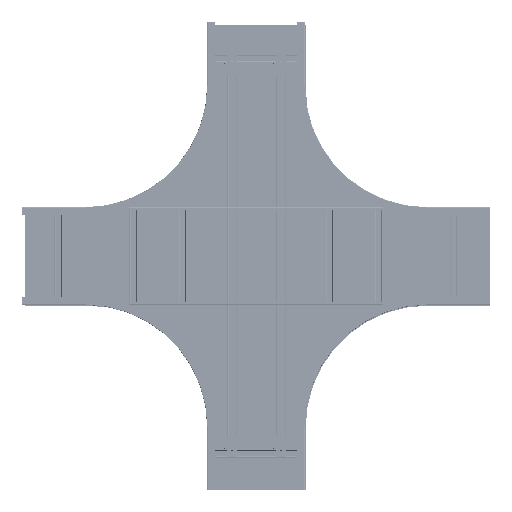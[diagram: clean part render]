
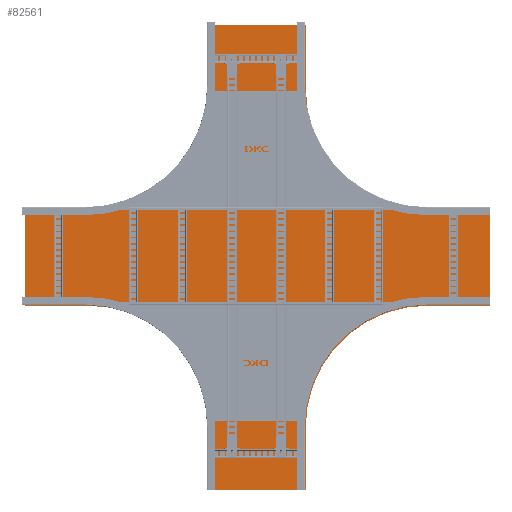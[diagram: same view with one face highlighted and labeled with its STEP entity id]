
A CAD part, front view. The second image highlights one B-rep face of the part: STEP entity #82561.
In plain terms, the highlighted planar face has unit normal (0, -1, 0).
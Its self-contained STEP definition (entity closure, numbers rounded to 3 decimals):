
#3636 = LINE ( 'NONE', #86238, #115192 ) ;
#5057 = LINE ( 'NONE', #107637, #120090 ) ;
#6508 = ORIENTED_EDGE ( 'NONE', *, *, #134440, .F. ) ;
#6574 = AXIS2_PLACEMENT_3D ( 'NONE', #60522, #60361, #60224 ) ;
#7402 = VERTEX_POINT ( 'NONE', #56000 ) ;
#8163 = DIRECTION ( 'NONE',  ( 0., 0., 1. ) ) ;
#10082 = CARTESIAN_POINT ( 'NONE',  ( -950., -1., 1146.5 ) ) ;
#10108 = DIRECTION ( 'NONE',  ( 0., 0., 1. ) ) ;
#10635 = CIRCLE ( 'NONE', #89974, 496.3 ) ;
#10920 = CARTESIAN_POINT ( 'NONE',  ( 950., -1., 753.5 ) ) ;
#13617 = EDGE_LOOP ( 'NONE', ( #61004, #6508, #130570, #144061, #32894, #98280, #118012, #23001, #85465, #44849, #48107, #16626, #37791, #54054, #27985, #59890 ) ) ;
#14256 = EDGE_CURVE ( 'NONE', #79125, #46127, #18744, .T. ) ;
#14784 = VECTOR ( 'NONE', #116368, 1000. ) ;
#15710 = EDGE_CURVE ( 'NONE', #46127, #64404, #46293, .T. ) ;
#16626 = ORIENTED_EDGE ( 'NONE', *, *, #53946, .F. ) ;
#18283 = FACE_OUTER_BOUND ( 'NONE', #13617, .T. ) ;
#18744 = LINE ( 'NONE', #57872, #130153 ) ;
#19179 = CARTESIAN_POINT ( 'NONE',  ( 196.5, -1., 1642.8 ) ) ;
#19637 = LINE ( 'NONE', #119486, #71930 ) ;
#21999 = CARTESIAN_POINT ( 'NONE',  ( -950., -1., 1146.5 ) ) ;
#22018 = DIRECTION ( 'NONE',  ( 1., 0., 0. ) ) ;
#23001 = ORIENTED_EDGE ( 'NONE', *, *, #36032, .F. ) ;
#27113 = CARTESIAN_POINT ( 'NONE',  ( 196.5, -1., 0. ) ) ;
#27985 = ORIENTED_EDGE ( 'NONE', *, *, #102518, .F. ) ;
#29641 = VERTEX_POINT ( 'NONE', #93892 ) ;
#30098 = PLANE ( 'NONE',  #79361 ) ;
#30369 = DIRECTION ( 'NONE',  ( 0., 0., -1. ) ) ;
#31662 = CIRCLE ( 'NONE', #6574, 496.3 ) ;
#31865 = CARTESIAN_POINT ( 'NONE',  ( -950., -1., 1146.5 ) ) ;
#32894 = ORIENTED_EDGE ( 'NONE', *, *, #120593, .F. ) ;
#33066 = DIRECTION ( 'NONE',  ( 0., -1., 0. ) ) ;
#33430 = EDGE_CURVE ( 'NONE', #73562, #56459, #83919, .T. ) ;
#34877 = CARTESIAN_POINT ( 'NONE',  ( -692.8, -1., 257.2 ) ) ;
#36032 = EDGE_CURVE ( 'NONE', #143985, #63210, #55436, .T. ) ;
#37791 = ORIENTED_EDGE ( 'NONE', *, *, #96754, .F. ) ;
#42400 = DIRECTION ( 'NONE',  ( 1., 0., 0. ) ) ;
#43293 = VERTEX_POINT ( 'NONE', #90997 ) ;
#44849 = ORIENTED_EDGE ( 'NONE', *, *, #55679, .F. ) ;
#46067 = DIRECTION ( 'NONE',  ( 0., 0., 1. ) ) ;
#46127 = VERTEX_POINT ( 'NONE', #27113 ) ;
#46293 = LINE ( 'NONE', #129779, #68917 ) ;
#46778 = CARTESIAN_POINT ( 'NONE',  ( -196.5, -1., 1900. ) ) ;
#48107 = ORIENTED_EDGE ( 'NONE', *, *, #33430, .F. ) ;
#49806 = CARTESIAN_POINT ( 'NONE',  ( 950., -1., 1146.5 ) ) ;
#49889 = EDGE_CURVE ( 'NONE', #140452, #94119, #19637, .T. ) ;
#52204 = DIRECTION ( 'NONE',  ( 0., 0., 1. ) ) ;
#52545 = DIRECTION ( 'NONE',  ( 0., 0., 1. ) ) ;
#52711 = DIRECTION ( 'NONE',  ( -1., 0., 0. ) ) ;
#53946 = EDGE_CURVE ( 'NONE', #117757, #73562, #115385, .T. ) ;
#54054 = ORIENTED_EDGE ( 'NONE', *, *, #74618, .F. ) ;
#54111 = CARTESIAN_POINT ( 'NONE',  ( 196.5, -1., 1642.8 ) ) ;
#54232 = CIRCLE ( 'NONE', #102356, 496.3 ) ;
#55436 = LINE ( 'NONE', #111872, #85053 ) ;
#55679 = EDGE_CURVE ( 'NONE', #56459, #43293, #31662, .T. ) ;
#56000 = CARTESIAN_POINT ( 'NONE',  ( 692.8, -1., 1146.5 ) ) ;
#56204 = CARTESIAN_POINT ( 'NONE',  ( 692.8, -1., 1642.8 ) ) ;
#56284 = VECTOR ( 'NONE', #10108, 1000. ) ;
#56459 = VERTEX_POINT ( 'NONE', #85401 ) ;
#57746 = DIRECTION ( 'NONE',  ( 0., 0., -1. ) ) ;
#57872 = CARTESIAN_POINT ( 'NONE',  ( 196.5, -1., 257.2 ) ) ;
#59387 = VECTOR ( 'NONE', #8163, 1000. ) ;
#59890 = ORIENTED_EDGE ( 'NONE', *, *, #15710, .F. ) ;
#60224 = DIRECTION ( 'NONE',  ( 0., 0., -1. ) ) ;
#60361 = DIRECTION ( 'NONE',  ( 0., -1., 0. ) ) ;
#60522 = CARTESIAN_POINT ( 'NONE',  ( -692.8, -1., 1642.8 ) ) ;
#61004 = ORIENTED_EDGE ( 'NONE', *, *, #14256, .F. ) ;
#63210 = VERTEX_POINT ( 'NONE', #80375 ) ;
#64404 = VERTEX_POINT ( 'NONE', #90375 ) ;
#67309 = DIRECTION ( 'NONE',  ( 0., 0., 1. ) ) ;
#68917 = VECTOR ( 'NONE', #129283, 1000. ) ;
#71930 = VECTOR ( 'NONE', #114869, 1000. ) ;
#73562 = VERTEX_POINT ( 'NONE', #31865 ) ;
#74618 = EDGE_CURVE ( 'NONE', #29641, #117637, #96285, .T. ) ;
#77822 = EDGE_CURVE ( 'NONE', #78785, #140452, #133181, .T. ) ;
#78785 = VERTEX_POINT ( 'NONE', #102522 ) ;
#79125 = VERTEX_POINT ( 'NONE', #140743 ) ;
#79361 = AXIS2_PLACEMENT_3D ( 'NONE', #107961, #119113, #52545 ) ;
#80375 = CARTESIAN_POINT ( 'NONE',  ( 196.5, -1., 1900. ) ) ;
#81084 = CARTESIAN_POINT ( 'NONE',  ( -950., -1., 753.5 ) ) ;
#82561 = ADVANCED_FACE ( 'NONE', ( #18283 ), #30098, .F. ) ;
#83919 = LINE ( 'NONE', #21999, #136010 ) ;
#85053 = VECTOR ( 'NONE', #99611, 1000. ) ;
#85401 = CARTESIAN_POINT ( 'NONE',  ( -692.8, -1., 1146.5 ) ) ;
#85465 = ORIENTED_EDGE ( 'NONE', *, *, #109736, .F. ) ;
#85904 = VECTOR ( 'NONE', #30369, 1000. ) ;
#86238 = CARTESIAN_POINT ( 'NONE',  ( 950., -1., 1146.5 ) ) ;
#87491 = CARTESIAN_POINT ( 'NONE',  ( -692.8, -1., 753.5 ) ) ;
#88985 = LINE ( 'NONE', #141588, #59387 ) ;
#89974 = AXIS2_PLACEMENT_3D ( 'NONE', #99765, #33066, #110901 ) ;
#90375 = CARTESIAN_POINT ( 'NONE',  ( -196.5, -1., 0. ) ) ;
#90997 = CARTESIAN_POINT ( 'NONE',  ( -196.5, -1., 1642.8 ) ) ;
#91054 = EDGE_CURVE ( 'NONE', #129592, #7402, #54232, .T. ) ;
#91564 = VECTOR ( 'NONE', #52711, 1000. ) ;
#93892 = CARTESIAN_POINT ( 'NONE',  ( -196.5, -1., 257.2 ) ) ;
#94119 = VERTEX_POINT ( 'NONE', #128920 ) ;
#96285 = CIRCLE ( 'NONE', #96380, 496.3 ) ;
#96380 = AXIS2_PLACEMENT_3D ( 'NONE', #34877, #112665, #46067 ) ;
#96754 = EDGE_CURVE ( 'NONE', #117637, #117757, #121055, .T. ) ;
#98280 = ORIENTED_EDGE ( 'NONE', *, *, #91054, .F. ) ;
#99611 = DIRECTION ( 'NONE',  ( 1., 0., 0. ) ) ;
#99765 = CARTESIAN_POINT ( 'NONE',  ( 692.8, -1., 257.2 ) ) ;
#102356 = AXIS2_PLACEMENT_3D ( 'NONE', #56204, #133923, #67309 ) ;
#102518 = EDGE_CURVE ( 'NONE', #64404, #29641, #5057, .T. ) ;
#102522 = CARTESIAN_POINT ( 'NONE',  ( 950., -1., 1146.5 ) ) ;
#107637 = CARTESIAN_POINT ( 'NONE',  ( -196.5, -1., 257.2 ) ) ;
#107961 = CARTESIAN_POINT ( 'NONE',  ( -692.8, -1., 257.2 ) ) ;
#109736 = EDGE_CURVE ( 'NONE', #43293, #143985, #88985, .T. ) ;
#110901 = DIRECTION ( 'NONE',  ( 0., 0., -1. ) ) ;
#111872 = CARTESIAN_POINT ( 'NONE',  ( -196.5, -1., 1900. ) ) ;
#112665 = DIRECTION ( 'NONE',  ( 0., -1., 0. ) ) ;
#114869 = DIRECTION ( 'NONE',  ( -1., 0., 0. ) ) ;
#115192 = VECTOR ( 'NONE', #42400, 1000. ) ;
#115385 = LINE ( 'NONE', #10082, #56284 ) ;
#116368 = DIRECTION ( 'NONE',  ( 0., 0., -1. ) ) ;
#117637 = VERTEX_POINT ( 'NONE', #87491 ) ;
#117757 = VERTEX_POINT ( 'NONE', #81084 ) ;
#118012 = ORIENTED_EDGE ( 'NONE', *, *, #133775, .F. ) ;
#118907 = LINE ( 'NONE', #19179, #85904 ) ;
#119113 = DIRECTION ( 'NONE',  ( 0., 1., 0. ) ) ;
#119486 = CARTESIAN_POINT ( 'NONE',  ( 950., -1., 753.5 ) ) ;
#120090 = VECTOR ( 'NONE', #52204, 1000. ) ;
#120593 = EDGE_CURVE ( 'NONE', #7402, #78785, #3636, .T. ) ;
#121055 = LINE ( 'NONE', #130464, #91564 ) ;
#128920 = CARTESIAN_POINT ( 'NONE',  ( 692.8, -1., 753.5 ) ) ;
#129283 = DIRECTION ( 'NONE',  ( -1., 0., 0. ) ) ;
#129592 = VERTEX_POINT ( 'NONE', #54111 ) ;
#129779 = CARTESIAN_POINT ( 'NONE',  ( -196.5, -1., 0. ) ) ;
#130153 = VECTOR ( 'NONE', #57746, 1000. ) ;
#130464 = CARTESIAN_POINT ( 'NONE',  ( -950., -1., 753.5 ) ) ;
#130570 = ORIENTED_EDGE ( 'NONE', *, *, #49889, .F. ) ;
#133181 = LINE ( 'NONE', #49806, #14784 ) ;
#133775 = EDGE_CURVE ( 'NONE', #63210, #129592, #118907, .T. ) ;
#133923 = DIRECTION ( 'NONE',  ( 0., -1., 0. ) ) ;
#134440 = EDGE_CURVE ( 'NONE', #94119, #79125, #10635, .T. ) ;
#136010 = VECTOR ( 'NONE', #22018, 1000. ) ;
#140452 = VERTEX_POINT ( 'NONE', #10920 ) ;
#140743 = CARTESIAN_POINT ( 'NONE',  ( 196.5, -1., 257.2 ) ) ;
#141588 = CARTESIAN_POINT ( 'NONE',  ( -196.5, -1., 1642.8 ) ) ;
#143985 = VERTEX_POINT ( 'NONE', #46778 ) ;
#144061 = ORIENTED_EDGE ( 'NONE', *, *, #77822, .F. ) ;
